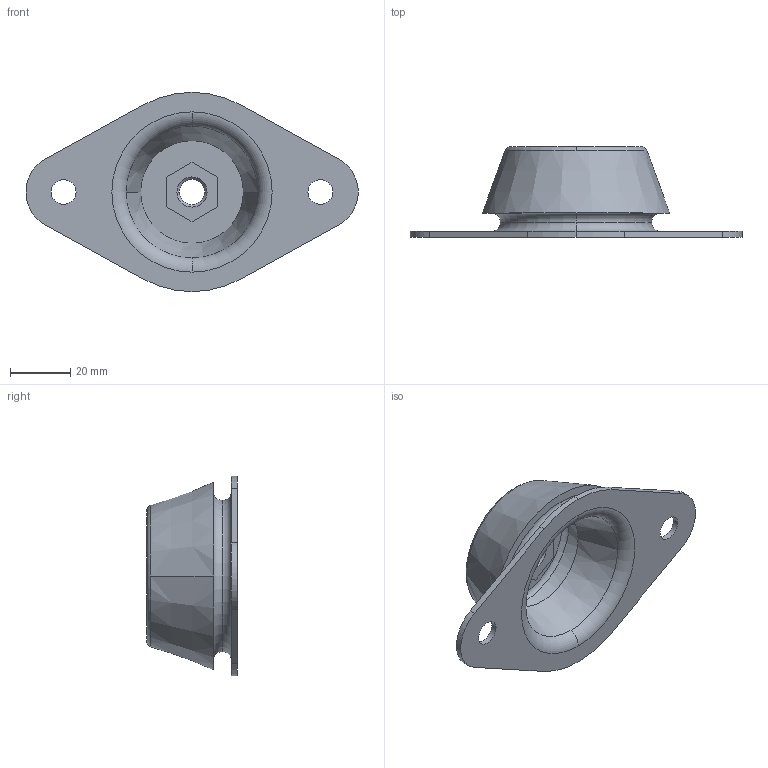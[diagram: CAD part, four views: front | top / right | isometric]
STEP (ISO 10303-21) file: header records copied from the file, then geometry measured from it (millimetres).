
FILE_DESCRIPTION(('STEP AP203'),'1');
FILE_NAME('27760-062060.stp','2014-04-30T15:24:58',('TraceParts'),('TraceParts S.A.'),'XStep 1.0',' ',' ');
FILE_SCHEMA(('CONFIG_CONTROL_DESIGN'));
Length unit declared in the file: millimetre
Products named in the file (1): 1
Bounding box: 109.92 x 30 x 66 mm (x, y, z)
Volume: 30937.4 mm3; surface area: 22665.2 mm2
Topology: 1 solids, 1 shells, 53 faces, 129 edges, 83 vertices
Faces by surface type: plane 17, cone 14, cylinder 12, torus 10
Entity records: 1640 total; most frequent: DIRECTION 310, CARTESIAN_POINT 266, ORIENTED_EDGE 258, EDGE_CURVE 129, AXIS2_PLACEMENT_3D 127, VERTEX_POINT 83, CIRCLE 73, EDGE_LOOP 64
